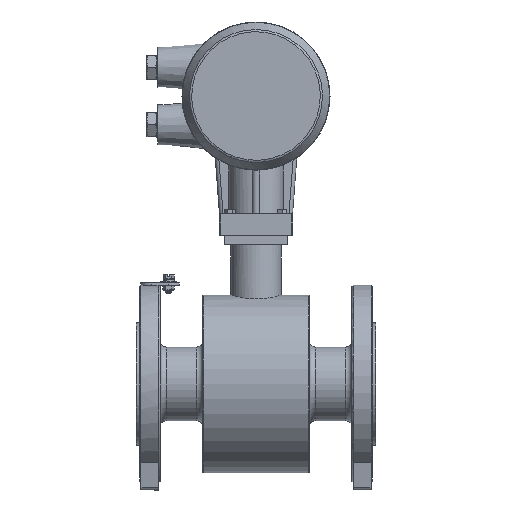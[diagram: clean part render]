
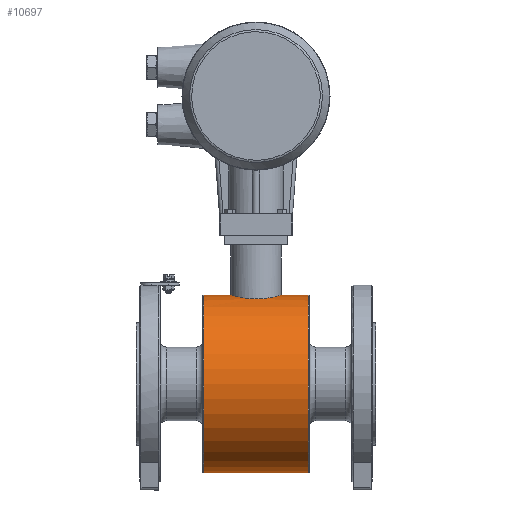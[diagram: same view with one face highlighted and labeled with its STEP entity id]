
A CAD part, left-side view. The second image highlights one B-rep face of the part: STEP entity #10697.
In plain terms, the highlighted cylindrical face has radius 74 mm (diameter 148 mm), a full revolution.
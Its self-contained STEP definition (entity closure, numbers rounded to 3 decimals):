
#397=FACE_BOUND('',#2052,.T.);
#1381=FACE_OUTER_BOUND('',#2051,.T.);
#2051=EDGE_LOOP('',(#8446,#8447,#8448,#8449));
#2052=EDGE_LOOP('',(#8450));
#2709=CIRCLE('',#11530,74.);
#2712=CIRCLE('',#11534,74.);
#3051=B_SPLINE_CURVE_WITH_KNOTS('',3,(#43563,#43564,#43565,#43566,#43567,
#43568,#43569,#43570,#43571,#43572,#43573,#43574,#43575,#43576,#43577,#43578,
#43579,#43580,#43581,#43582,#43583,#43584,#43585,#43586,#43587,#43588,#43589,
#43590,#43591,#43592,#43593,#43594,#43595,#43596,#43597,#43598,#43599,#43600,
#43601,#43602,#43603,#43604,#43605,#43606,#43607,#43608,#43609,#43610,#43611,
#43612,#43613,#43614,#43615,#43616,#43617,#43618,#43619,#43620,#43621,#43622,
#43623,#43624,#43625,#43626,#43627,#43628),.UNSPECIFIED.,.T.,.F.,(4,2,2,
2,2,2,2,2,2,2,2,2,2,2,2,2,2,2,2,2,2,2,2,2,2,2,2,2,2,2,2,2,4),(-12.732,
-12.335,-11.937,-11.539,-11.141,
-10.743,-10.345,-9.947,-9.549,
-9.152,-8.754,-8.356,-7.958,
-7.56,-7.162,-6.764,-6.366,
-5.968,-5.57,-5.172,-4.774,
-4.377,-3.979,-3.581,-3.183,
-2.785,-2.387,-1.99,-1.592,
-1.194,-0.796,-0.398,0.),
 .UNSPECIFIED.);
#3597=LINE('',#43561,#4197);
#4197=VECTOR('',#13081,74.);
#5002=VERTEX_POINT('',#43553);
#5004=VERTEX_POINT('',#43559);
#5005=VERTEX_POINT('',#43562);
#6260=EDGE_CURVE('',#5002,#5002,#2709,.T.);
#6263=EDGE_CURVE('',#5004,#5004,#2712,.T.);
#6264=EDGE_CURVE('',#5004,#5002,#3597,.T.);
#6265=EDGE_CURVE('',#5005,#5005,#3051,.T.);
#8446=ORIENTED_EDGE('',*,*,#6263,.F.);
#8447=ORIENTED_EDGE('',*,*,#6264,.T.);
#8448=ORIENTED_EDGE('',*,*,#6260,.F.);
#8449=ORIENTED_EDGE('',*,*,#6264,.F.);
#8450=ORIENTED_EDGE('',*,*,#6265,.T.);
#10411=CYLINDRICAL_SURFACE('',#11533,74.);
#10697=ADVANCED_FACE('',(#1381,#397),#10411,.T.);
#11530=AXIS2_PLACEMENT_3D('',#43554,#13071,#13072);
#11533=AXIS2_PLACEMENT_3D('',#43558,#13077,#13078);
#11534=AXIS2_PLACEMENT_3D('',#43560,#13079,#13080);
#13071=DIRECTION('center_axis',(0.,0.,
1.));
#13072=DIRECTION('ref_axis',(0.,1.,0.));
#13077=DIRECTION('center_axis',(0.,0.,
-1.));
#13078=DIRECTION('ref_axis',(0.,-1.,0.));
#13079=DIRECTION('center_axis',(0.,0.,
-1.));
#13080=DIRECTION('ref_axis',(0.,1.,0.));
#13081=DIRECTION('',(0.,0.,1.));
#43553=CARTESIAN_POINT('',(95.,314.25,43.5));
#43554=CARTESIAN_POINT('Origin',(95.,240.25,43.5));
#43558=CARTESIAN_POINT('Origin',(95.,240.25,0.));
#43559=CARTESIAN_POINT('',(95.,314.25,-43.5));
#43560=CARTESIAN_POINT('Origin',(95.,240.25,-43.5));
#43561=CARTESIAN_POINT('',(95.,314.25,0.));
#43562=CARTESIAN_POINT('',(95.,166.25,21.));
#43563=CARTESIAN_POINT('Ctrl Pts',(116.,169.292,0.));
#43564=CARTESIAN_POINT('Ctrl Pts',(116.,169.292,-1.326));
#43565=CARTESIAN_POINT('Ctrl Pts',(115.872,169.254,-2.696));
#43566=CARTESIAN_POINT('Ctrl Pts',(115.337,169.099,-5.415));
#43567=CARTESIAN_POINT('Ctrl Pts',(114.93,168.982,-6.764));
#43568=CARTESIAN_POINT('Ctrl Pts',(113.856,168.691,-9.349));
#43569=CARTESIAN_POINT('Ctrl Pts',(113.189,168.516,-10.586));
#43570=CARTESIAN_POINT('Ctrl Pts',(111.65,168.143,-12.872));
#43571=CARTESIAN_POINT('Ctrl Pts',(110.778,167.945,-13.921));
#43572=CARTESIAN_POINT('Ctrl Pts',(108.921,167.565,-15.777));
#43573=CARTESIAN_POINT('Ctrl Pts',(107.872,167.369,-16.649));
#43574=CARTESIAN_POINT('Ctrl Pts',(105.586,167.002,-18.189));
#43575=CARTESIAN_POINT('Ctrl Pts',(104.349,166.831,-18.856));
#43576=CARTESIAN_POINT('Ctrl Pts',(101.764,166.548,-19.93));
#43577=CARTESIAN_POINT('Ctrl Pts',(100.414,166.436,-20.337));
#43578=CARTESIAN_POINT('Ctrl Pts',(97.695,166.287,-20.872));
#43579=CARTESIAN_POINT('Ctrl Pts',(96.326,166.25,-21.));
#43580=CARTESIAN_POINT('Ctrl Pts',(93.674,166.25,-21.));
#43581=CARTESIAN_POINT('Ctrl Pts',(92.305,166.287,-20.872));
#43582=CARTESIAN_POINT('Ctrl Pts',(89.586,166.436,-20.337));
#43583=CARTESIAN_POINT('Ctrl Pts',(88.236,166.548,-19.93));
#43584=CARTESIAN_POINT('Ctrl Pts',(85.651,166.831,-18.856));
#43585=CARTESIAN_POINT('Ctrl Pts',(84.414,167.002,-18.189));
#43586=CARTESIAN_POINT('Ctrl Pts',(82.128,167.369,-16.649));
#43587=CARTESIAN_POINT('Ctrl Pts',(81.079,167.565,-15.777));
#43588=CARTESIAN_POINT('Ctrl Pts',(79.222,167.945,-13.921));
#43589=CARTESIAN_POINT('Ctrl Pts',(78.35,168.143,-12.872));
#43590=CARTESIAN_POINT('Ctrl Pts',(76.811,168.516,-10.586));
#43591=CARTESIAN_POINT('Ctrl Pts',(76.144,168.691,-9.349));
#43592=CARTESIAN_POINT('Ctrl Pts',(75.07,168.982,-6.764));
#43593=CARTESIAN_POINT('Ctrl Pts',(74.663,169.099,-5.415));
#43594=CARTESIAN_POINT('Ctrl Pts',(74.128,169.254,-2.696));
#43595=CARTESIAN_POINT('Ctrl Pts',(74.,169.292,-1.326));
#43596=CARTESIAN_POINT('Ctrl Pts',(74.,169.292,1.326));
#43597=CARTESIAN_POINT('Ctrl Pts',(74.128,169.254,2.696));
#43598=CARTESIAN_POINT('Ctrl Pts',(74.663,169.099,5.415));
#43599=CARTESIAN_POINT('Ctrl Pts',(75.07,168.982,6.764));
#43600=CARTESIAN_POINT('Ctrl Pts',(76.144,168.691,9.349));
#43601=CARTESIAN_POINT('Ctrl Pts',(76.811,168.516,10.586));
#43602=CARTESIAN_POINT('Ctrl Pts',(78.35,168.143,12.872));
#43603=CARTESIAN_POINT('Ctrl Pts',(79.222,167.945,13.921));
#43604=CARTESIAN_POINT('Ctrl Pts',(81.079,167.565,15.777));
#43605=CARTESIAN_POINT('Ctrl Pts',(82.128,167.369,16.649));
#43606=CARTESIAN_POINT('Ctrl Pts',(84.414,167.002,18.189));
#43607=CARTESIAN_POINT('Ctrl Pts',(85.651,166.831,18.856));
#43608=CARTESIAN_POINT('Ctrl Pts',(88.236,166.548,19.93));
#43609=CARTESIAN_POINT('Ctrl Pts',(89.586,166.436,20.337));
#43610=CARTESIAN_POINT('Ctrl Pts',(92.305,166.287,20.872));
#43611=CARTESIAN_POINT('Ctrl Pts',(93.674,166.25,21.));
#43612=CARTESIAN_POINT('Ctrl Pts',(96.326,166.25,21.));
#43613=CARTESIAN_POINT('Ctrl Pts',(97.695,166.287,20.872));
#43614=CARTESIAN_POINT('Ctrl Pts',(100.414,166.436,20.337));
#43615=CARTESIAN_POINT('Ctrl Pts',(101.764,166.548,19.93));
#43616=CARTESIAN_POINT('Ctrl Pts',(104.349,166.831,18.856));
#43617=CARTESIAN_POINT('Ctrl Pts',(105.586,167.002,18.189));
#43618=CARTESIAN_POINT('Ctrl Pts',(107.872,167.369,16.649));
#43619=CARTESIAN_POINT('Ctrl Pts',(108.921,167.565,15.777));
#43620=CARTESIAN_POINT('Ctrl Pts',(110.778,167.945,13.921));
#43621=CARTESIAN_POINT('Ctrl Pts',(111.65,168.143,12.872));
#43622=CARTESIAN_POINT('Ctrl Pts',(113.189,168.516,10.586));
#43623=CARTESIAN_POINT('Ctrl Pts',(113.856,168.691,9.349));
#43624=CARTESIAN_POINT('Ctrl Pts',(114.93,168.982,6.764));
#43625=CARTESIAN_POINT('Ctrl Pts',(115.337,169.099,5.415));
#43626=CARTESIAN_POINT('Ctrl Pts',(115.872,169.254,2.696));
#43627=CARTESIAN_POINT('Ctrl Pts',(116.,169.292,1.326));
#43628=CARTESIAN_POINT('Ctrl Pts',(116.,169.292,0.));
